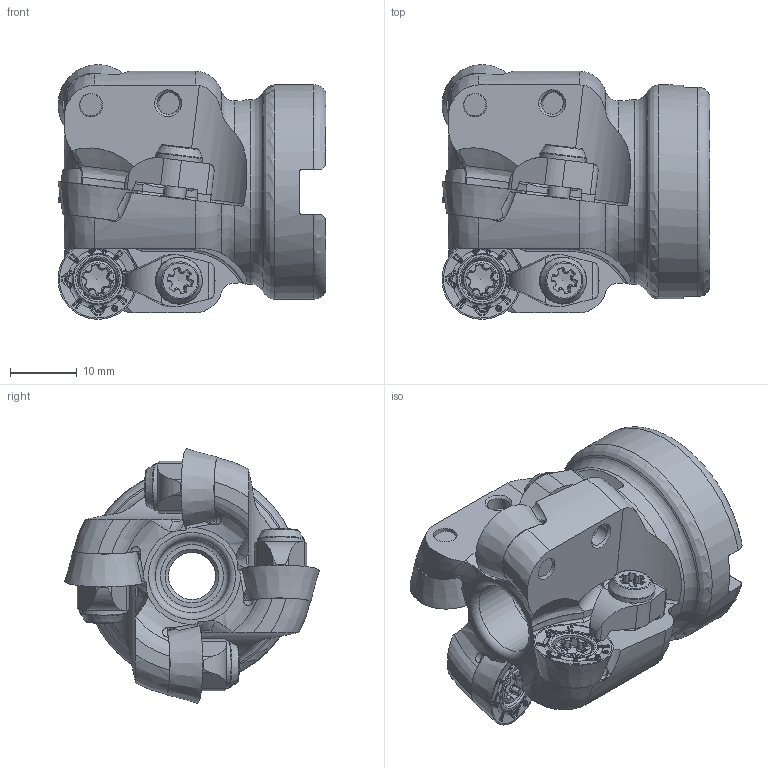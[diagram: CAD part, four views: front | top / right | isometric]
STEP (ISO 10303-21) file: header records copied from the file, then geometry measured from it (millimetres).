
FILE_DESCRIPTION(/* description */ (''),/* implementation_level */ '2;1');
FILE_NAME(/* name */ 'CUTTER_F-RDKT12-D150Z4S050I.stp',/* time_stamp */ '2020-04-24T15:34:58+09:00',/* author */ (''),/* organization */ (''),/* preprocessor_version */ 'ST-DEVELOPER v16',/* originating_system */ 'SIEMENS PLM Software NX 10.0',/* authorisation */ '');
FILE_SCHEMA (('CONFIG_CONTROL_DESIGN'));
Length unit declared in the file: millimetre
Products named in the file (1): CUTTER_F-RDKT12-D150Z4S050I
Bounding box: 40.01 x 38.06 x 38.06 mm (x, y, z)
Volume: 20495.3 mm3; surface area: 12458.5 mm2
Topology: 17 solids, 17 shells, 2581 faces, 6282 edges, 3593 vertices
Faces by surface type: bspline 1504, plane 308, cylinder 306, torus 171, sphere 168, cone 116, revolution 8
Full cylindrical faces by diameter (mm): 2.5 x4, 3 x4, 3.3 x8, 3.5 x4, 4 x8, 4.3 x4, 4.4 x4, 4.5 x4, 5.5 x4, 7 x4, 7.01 x1, 10.998 x1, 12.7 x1, 13.5 x1, 27.5 x1, 32 x1
Entity records: 102018 total; most frequent: CARTESIAN_POINT 54096, ORIENTED_EDGE 11732, DIRECTION 7376, EDGE_CURVE 5866, VERTEX_POINT 3520, AXIS2_PLACEMENT_3D 3292, B_SPLINE_CURVE_WITH_KNOTS 2868, EDGE_LOOP 2812
